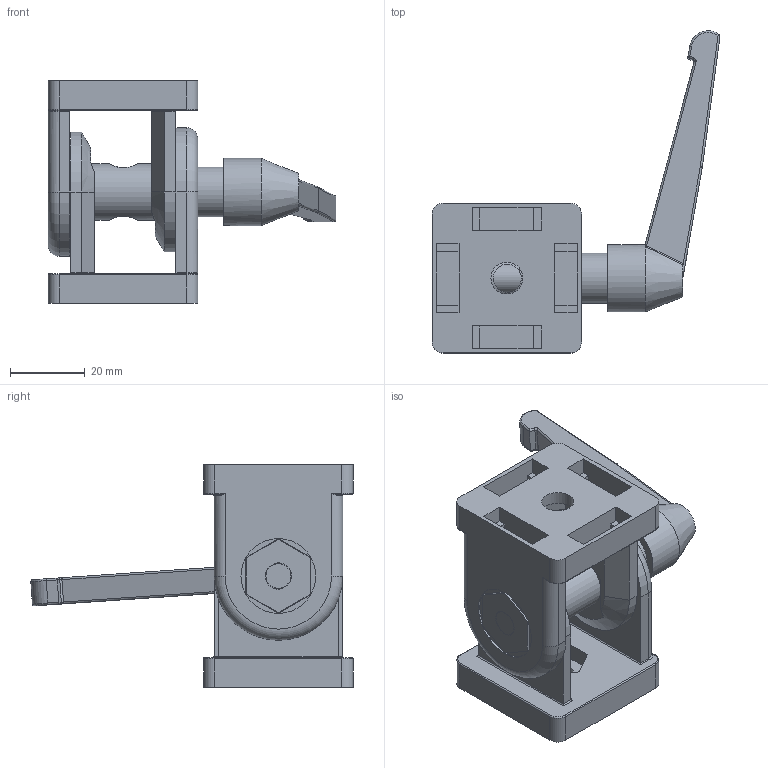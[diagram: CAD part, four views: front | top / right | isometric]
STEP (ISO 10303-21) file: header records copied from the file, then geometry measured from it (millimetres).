
FILE_DESCRIPTION(/* description */ (''),/* implementation_level */ '2;1');
FILE_NAME(/* name */ '324041.stp',/* time_stamp */ '2015-08-13T16:18:53+02:00',/* author */ ('veronikaf'),/* organization */ (''),/* preprocessor_version */ 'ST-DEVELOPER v15.2',/* originating_system */ 'Autodesk Inventor 2014',/* authorisation */ '');
FILE_SCHEMA (('AUTOMOTIVE_DESIGN { 1 0 10303 214 3 1 1 }'));
Length unit declared in the file: millimetre
Products named in the file (7): 324040-3-1; 324040-8; 324040-7; 324040-6; 324040-5; 324040-1-1; 324041
Assembly tree (8 placements, depth 2):
  324041
    324040-3-1  x2
    324040-8
    324040-7
    324040-6
    324040-5
    324040-1-1  x2
Bounding box: 76.97 x 86.19 x 59.6 mm (x, y, z)
Volume: 54578.7 mm3; surface area: 31406.9 mm2
Topology: 8 solids, 8 shells, 306 faces, 722 edges, 446 vertices
Faces by surface type: plane 185, cylinder 84, torus 18, bspline 8, cone 7, sphere 4
Full cylindrical faces by diameter (mm): 6.647 x1, 7.5 x2, 8 x1, 8.4 x2, 8.5 x2, 13 x4, 13.2 x2, 13.4 x1, 15 x1, 16.4 x2, 16.8 x1, 18 x1, 20 x2, 21.8 x2, 25.8 x2
Entity records: 5632 total; most frequent: CARTESIAN_POINT 1303, DIRECTION 890, ORIENTED_EDGE 802, EDGE_CURVE 401, AXIS2_PLACEMENT_3D 319, VERTEX_POINT 260, LINE 252, VECTOR 252
